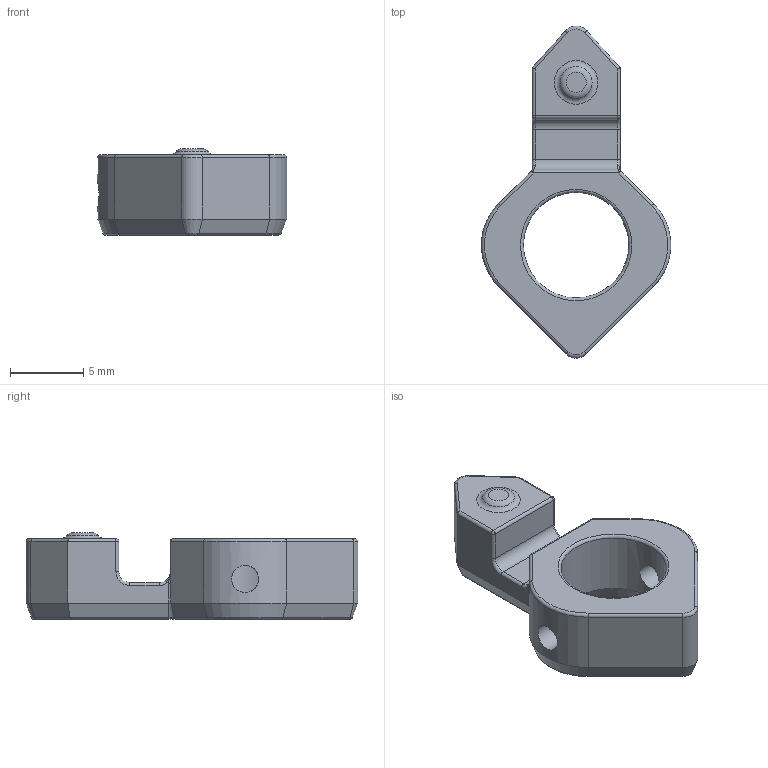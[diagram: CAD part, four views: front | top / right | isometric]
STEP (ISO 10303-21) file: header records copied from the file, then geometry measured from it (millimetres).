
FILE_DESCRIPTION(/* description */ (''),/* implementation_level */ '2;1');
FILE_NAME(/* name */ '19.1-selector-switch-screwless.step',/* time_stamp */ '2022-09-15T19:59:27-04:00',/* author */ (''),/* organization */ (''),/* preprocessor_version */ 'ST-DEVELOPER v19',/* originating_system */ 'Autodesk Translation Framework v11.7.0.108',/* authorisation */ '');
FILE_SCHEMA (('AUTOMOTIVE_DESIGN { 1 0 10303 214 3 1 1 }'));
Length unit declared in the file: millimetre
Products named in the file (2): 19.1-selector-switch-screwless; Component1
Assembly tree (1 placements, depth 2):
  19.1-selector-switch-screwless
    Component1
Bounding box: 12.91 x 22.66 x 5.9 mm (x, y, z)
Volume: 606 mm3; surface area: 683.3 mm2
Topology: 1 solids, 1 shells, 100 faces, 233 edges, 136 vertices
Faces by surface type: cylinder 36, plane 23, torus 18, bspline 12, cone 7, sphere 4
Full cylindrical faces by diameter (mm): 1.85 x2, 7.2 x1
Entity records: 4327 total; most frequent: CARTESIAN_POINT 2024, DIRECTION 485, ORIENTED_EDGE 466, EDGE_CURVE 233, AXIS2_PLACEMENT_3D 194, VERTEX_POINT 136, EDGE_LOOP 105, FACE_OUTER_BOUND 100
